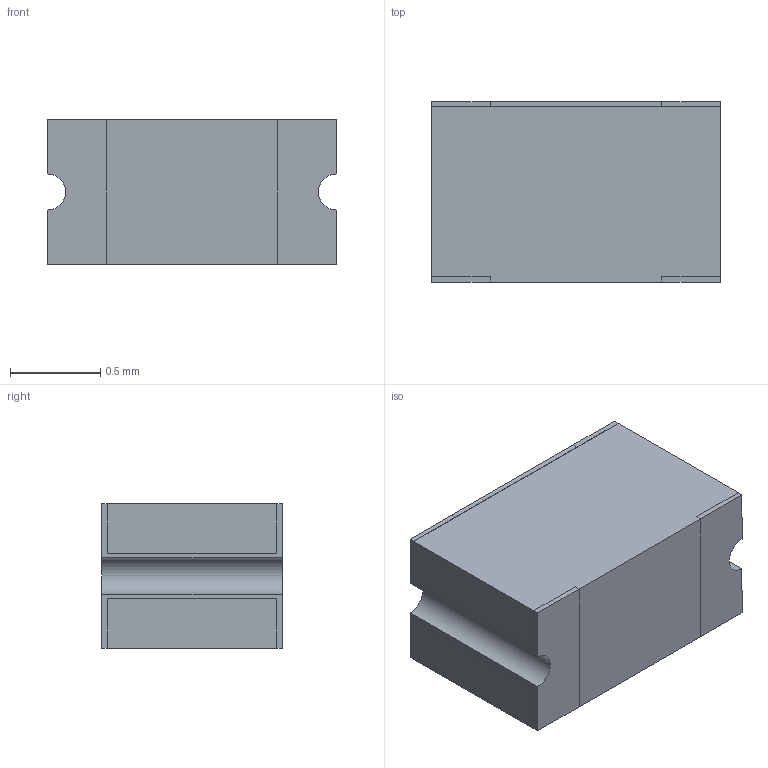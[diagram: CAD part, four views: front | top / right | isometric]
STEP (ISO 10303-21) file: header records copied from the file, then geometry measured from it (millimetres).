
FILE_DESCRIPTION (( 'STEP AP214' ), '1' );
FILE_NAME ('SMD0603B025TF.STEP', '2024-01-29T17:30:24', ( '' ), ( '' ), 'SwSTEP 2.0', 'SolidWorks 2021', '' );
FILE_SCHEMA (( 'AUTOMOTIVE_DESIGN' ));
Length unit declared in the file: millimetre
Products named in the file (1): SMD0603B025TF
Bounding box: 1.6 x 1 x 0.8 mm (x, y, z)
Volume: 1.2 mm3; surface area: 12.6 mm2
Topology: 4 solids, 4 shells, 48 faces, 120 edges, 80 vertices
Faces by surface type: plane 42, cylinder 6
Entity records: 1620 total; most frequent: CARTESIAN_POINT 249, ORIENTED_EDGE 240, DIRECTION 230, EDGE_CURVE 120, VECTOR 108, LINE 108, VERTEX_POINT 80, AXIS2_PLACEMENT_3D 61
